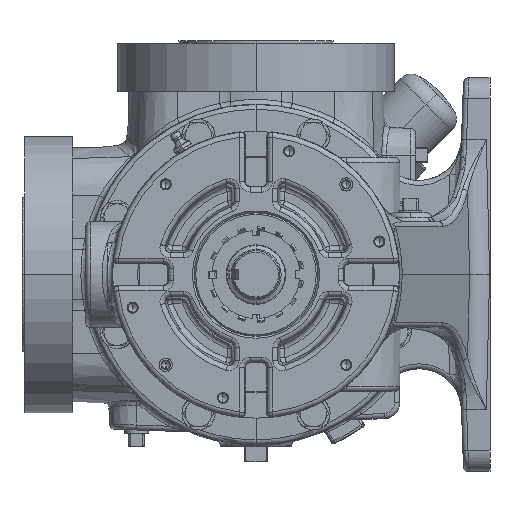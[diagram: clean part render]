
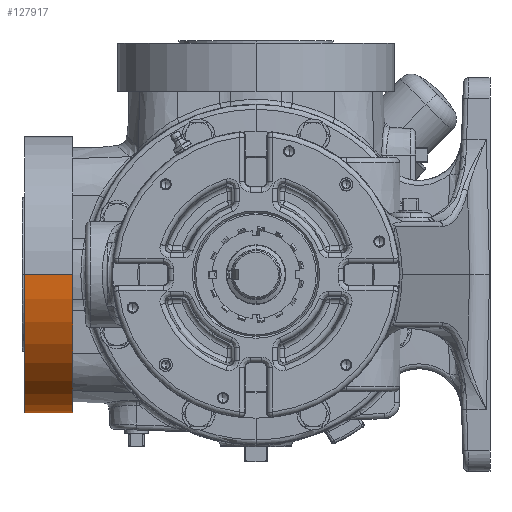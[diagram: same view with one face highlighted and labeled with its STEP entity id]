
A CAD part, left-side view. The second image highlights one B-rep face of the part: STEP entity #127917.
In plain terms, the highlighted cylindrical face has radius 82.55 mm (diameter 165.1 mm), a partial arc.
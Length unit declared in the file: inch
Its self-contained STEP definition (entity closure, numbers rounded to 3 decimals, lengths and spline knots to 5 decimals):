
#15009 = VERTEX_POINT ( 'NONE', #266650 ) ;
#21823 = VECTOR ( 'NONE', #325303, 39.37008 ) ;
#26991 = CYLINDRICAL_SURFACE ( 'NONE', #69885, 3.25 ) ;
#30316 = CIRCLE ( 'NONE', #274759, 3.25 ) ;
#33123 = CARTESIAN_POINT ( 'NONE',  ( -0.47, 4.31, 0. ) ) ;
#41017 = LINE ( 'NONE', #244171, #189337 ) ;
#42257 = ORIENTED_EDGE ( 'NONE', *, *, #142905, .T. ) ;
#42640 = DIRECTION ( 'NONE',  ( 0., -1., 0. ) ) ;
#47309 = CARTESIAN_POINT ( 'NONE',  ( -0.47, 3.8174, 0. ) ) ;
#55919 = DIRECTION ( 'NONE',  ( 0., -1., 0. ) ) ;
#58453 = CARTESIAN_POINT ( 'NONE',  ( 2.78, 3.8174, 0. ) ) ;
#68718 = VERTEX_POINT ( 'NONE', #295091 ) ;
#69885 = AXIS2_PLACEMENT_3D ( 'NONE', #58453, #313163, #160059 ) ;
#98228 = CARTESIAN_POINT ( 'NONE',  ( 6.03, 5.44, 0. ) ) ;
#109124 = EDGE_CURVE ( 'NONE', #68718, #155925, #30316, .T. ) ;
#122160 = ORIENTED_EDGE ( 'NONE', *, *, #186092, .F. ) ;
#127917 = ADVANCED_FACE ( 'NONE', ( #176852 ), #26991, .T. ) ;
#142905 = EDGE_CURVE ( 'NONE', #155925, #15009, #41017, .T. ) ;
#155925 = VERTEX_POINT ( 'NONE', #98228 ) ;
#160059 = DIRECTION ( 'NONE',  ( -1., 0., 0. ) ) ;
#160984 = VERTEX_POINT ( 'NONE', #33123 ) ;
#170193 = EDGE_LOOP ( 'NONE', ( #218915, #42257, #122160, #187807 ) ) ;
#176852 = FACE_OUTER_BOUND ( 'NONE', #170193, .T. ) ;
#186092 = EDGE_CURVE ( 'NONE', #160984, #15009, #209157, .T. ) ;
#187807 = ORIENTED_EDGE ( 'NONE', *, *, #311161, .F. ) ;
#189337 = VECTOR ( 'NONE', #42640, 39.37008 ) ;
#194014 = CARTESIAN_POINT ( 'NONE',  ( 2.78, 4.31, 0. ) ) ;
#195644 = DIRECTION ( 'NONE',  ( 0., -1., 0. ) ) ;
#209157 = CIRCLE ( 'NONE', #251640, 3.25 ) ;
#218915 = ORIENTED_EDGE ( 'NONE', *, *, #109124, .T. ) ;
#223823 = LINE ( 'NONE', #47309, #21823 ) ;
#235708 = CARTESIAN_POINT ( 'NONE',  ( 2.78, 5.44, 0. ) ) ;
#244171 = CARTESIAN_POINT ( 'NONE',  ( 6.03, 3.8174, 0. ) ) ;
#251640 = AXIS2_PLACEMENT_3D ( 'NONE', #194014, #195644, #275266 ) ;
#266650 = CARTESIAN_POINT ( 'NONE',  ( 6.03, 4.31, 0. ) ) ;
#274759 = AXIS2_PLACEMENT_3D ( 'NONE', #235708, #55919, #285572 ) ;
#275266 = DIRECTION ( 'NONE',  ( -1., 0., 0. ) ) ;
#285572 = DIRECTION ( 'NONE',  ( -1., 0., 0. ) ) ;
#295091 = CARTESIAN_POINT ( 'NONE',  ( -0.47, 5.44, 0. ) ) ;
#311161 = EDGE_CURVE ( 'NONE', #68718, #160984, #223823, .T. ) ;
#313163 = DIRECTION ( 'NONE',  ( 0., -1., 0. ) ) ;
#325303 = DIRECTION ( 'NONE',  ( 0., -1., 0. ) ) ;
